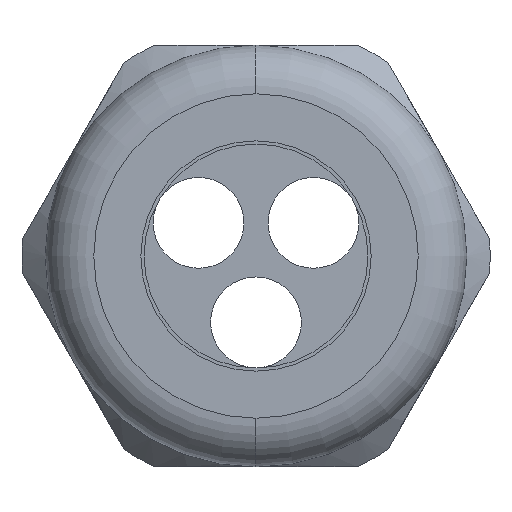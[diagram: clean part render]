
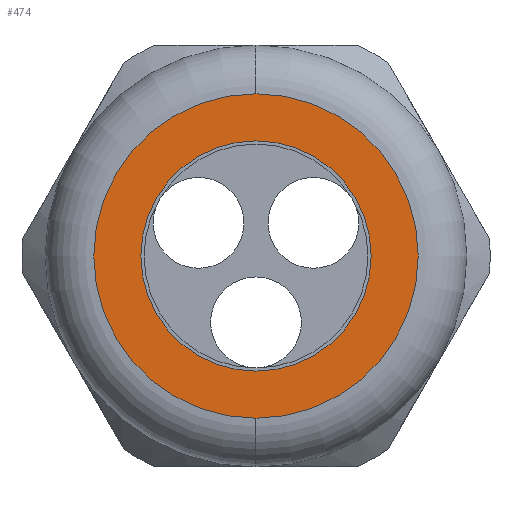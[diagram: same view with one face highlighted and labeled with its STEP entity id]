
A CAD part, left-side view. The second image highlights one B-rep face of the part: STEP entity #474.
In plain terms, the highlighted planar face has unit normal (-1, 0, 0).
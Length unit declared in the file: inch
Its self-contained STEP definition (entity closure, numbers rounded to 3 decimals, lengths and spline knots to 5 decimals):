
#400 = ORIENTED_EDGE ( 'NONE', *, *, #401, .T. ) ;
#401 = EDGE_CURVE ( 'NONE', #3492, #3491, #1685, .T. ) ;
#458 = ORIENTED_EDGE ( 'NONE', *, *, #3490, .T. ) ;
#474 = ADVANCED_FACE ( 'NONE', ( #1853, #1852 ), #1851, .T. ) ;
#475 = EDGE_LOOP ( 'NONE', ( #476, #477 ) ) ;
#476 = ORIENTED_EDGE ( 'NONE', *, *, #3393, .T. ) ;
#477 = ORIENTED_EDGE ( 'NONE', *, *, #478, .T. ) ;
#478 = EDGE_CURVE ( 'NONE', #3392, #3382, #1846, .T. ) ;
#479 = EDGE_LOOP ( 'NONE', ( #400, #458 ) ) ;
#1169 = DIRECTION ( 'NONE',  ( 1., 0., 0. ) ) ;
#1434 = DIRECTION ( 'NONE',  ( 0., 0., -1. ) ) ;
#1683 = CARTESIAN_POINT ( 'NONE',  ( -1.25, 0., 0. ) ) ;
#1684 = AXIS2_PLACEMENT_3D ( 'NONE', #1683, #1169, #1434 ) ;
#1685 = CIRCLE ( 'NONE', #1684, 0.355 ) ;
#1842 = DIRECTION ( 'NONE',  ( 0., 0., 1. ) ) ;
#1843 = DIRECTION ( 'NONE',  ( -1., 0., 0. ) ) ;
#1844 = CARTESIAN_POINT ( 'NONE',  ( -1.25, 0., 0. ) ) ;
#1845 = AXIS2_PLACEMENT_3D ( 'NONE', #1844, #1843, #1842 ) ;
#1846 = CIRCLE ( 'NONE', #1845, 0.5 ) ;
#1847 = DIRECTION ( 'NONE',  ( 0., 0., 1. ) ) ;
#1848 = DIRECTION ( 'NONE',  ( -1., 0., 0. ) ) ;
#1849 = CARTESIAN_POINT ( 'NONE',  ( -1.25, 0.65, 0. ) ) ;
#1850 = AXIS2_PLACEMENT_3D ( 'NONE', #1849, #1848, #1847 ) ;
#1851 = PLANE ( 'NONE',  #1850 ) ;
#1852 = FACE_BOUND ( 'NONE', #479, .T. ) ;
#1853 = FACE_OUTER_BOUND ( 'NONE', #475, .T. ) ;
#2793 = CARTESIAN_POINT ( 'NONE',  ( -1.25, 0., 0.5 ) ) ;
#2835 = DIRECTION ( 'NONE',  ( 0., 0., 1. ) ) ;
#2836 = DIRECTION ( 'NONE',  ( -1., 0., 0. ) ) ;
#2837 = CARTESIAN_POINT ( 'NONE',  ( -1.25, 0., 0. ) ) ;
#2838 = AXIS2_PLACEMENT_3D ( 'NONE', #2837, #2836, #2835 ) ;
#2839 = CIRCLE ( 'NONE', #2838, 0.5 ) ;
#2841 = CARTESIAN_POINT ( 'NONE',  ( -1.25, 0., -0.5 ) ) ;
#3005 = CARTESIAN_POINT ( 'NONE',  ( -1.25, 0., -0.355 ) ) ;
#3006 = CARTESIAN_POINT ( 'NONE',  ( -1.25, 0., 0.355 ) ) ;
#3007 = DIRECTION ( 'NONE',  ( 0., 0., -1. ) ) ;
#3008 = DIRECTION ( 'NONE',  ( 1., 0., 0. ) ) ;
#3009 = CARTESIAN_POINT ( 'NONE',  ( -1.25, 0., 0. ) ) ;
#3010 = AXIS2_PLACEMENT_3D ( 'NONE', #3009, #3008, #3007 ) ;
#3011 = CIRCLE ( 'NONE', #3010, 0.355 ) ;
#3382 = VERTEX_POINT ( 'NONE', #2793 ) ;
#3392 = VERTEX_POINT ( 'NONE', #2841 ) ;
#3393 = EDGE_CURVE ( 'NONE', #3382, #3392, #2839, .T. ) ;
#3490 = EDGE_CURVE ( 'NONE', #3491, #3492, #3011, .T. ) ;
#3491 = VERTEX_POINT ( 'NONE', #3006 ) ;
#3492 = VERTEX_POINT ( 'NONE', #3005 ) ;
